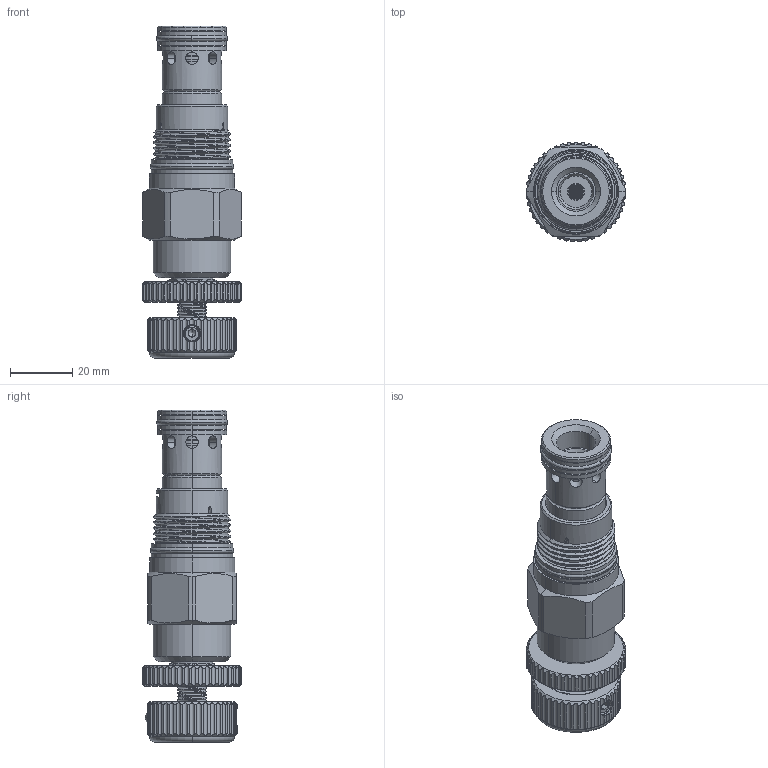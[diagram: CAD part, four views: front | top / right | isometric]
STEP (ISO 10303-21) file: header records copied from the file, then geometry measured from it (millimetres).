
FILE_DESCRIPTION (( 'STEP AP203' ), '1' );
FILE_NAME ('RP3A22-K.STEP', '2020-03-24T00:47:47', ( '' ), ( '' ), 'SwSTEP 2.0', 'SolidWorks 2018', '' );
FILE_SCHEMA (( 'CONFIG_CONTROL_DESIGN' ));
Products named in the file (1): RP3A22-K
Bounding box: 32.2 x 32.18 x 106.9 mm (x, y, z)
Volume: 47209.6 mm3; surface area: 22385.7 mm2
Topology: 17 solids, 17 shells, 1441 faces, 3969 edges, 2530 vertices
Faces by surface type: cylinder 898, plane 230, cone 137, torus 111, bspline 57, sphere 8
Entity records: 100870 total; most frequent: CARTESIAN_POINT 66565, ORIENTED_EDGE 7866, DIRECTION 5908, EDGE_CURVE 3933, VERTEX_POINT 2524, AXIS2_PLACEMENT_3D 2280, EDGE_LOOP 1881, B_SPLINE_CURVE_WITH_KNOTS 1486
